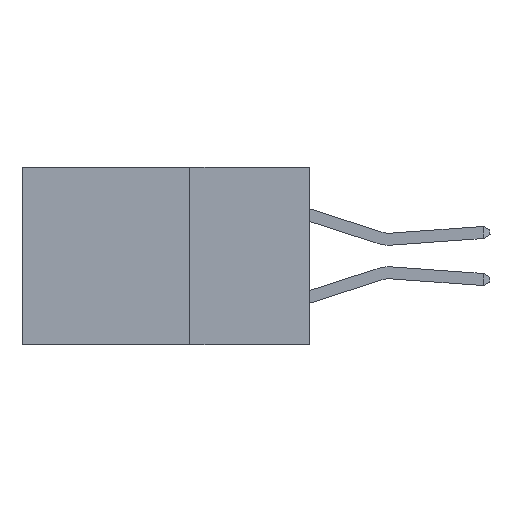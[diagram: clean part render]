
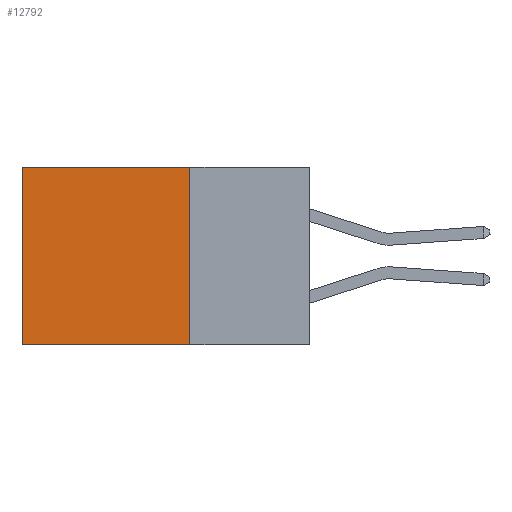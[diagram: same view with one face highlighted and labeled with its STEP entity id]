
A CAD part, left-side view. The second image highlights one B-rep face of the part: STEP entity #12792.
In plain terms, the highlighted planar face has unit normal (-1, 0, 0).
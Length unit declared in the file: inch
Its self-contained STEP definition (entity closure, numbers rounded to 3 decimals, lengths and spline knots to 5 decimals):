
#620 = LINE ( 'NONE', #1169, #1156 ) ;
#854 = LINE ( 'NONE', #8882, #6052 ) ;
#1156 = VECTOR ( 'NONE', #3259, 39.37008 ) ;
#1169 = CARTESIAN_POINT ( 'NONE',  ( 0.2615, 0.25, 0. ) ) ;
#1366 = EDGE_CURVE ( 'NONE', #12737, #10949, #1983, .T. ) ;
#1642 = EDGE_CURVE ( 'NONE', #5147, #13303, #854, .T. ) ;
#1693 = DIRECTION ( 'NONE',  ( 1., 0., 0. ) ) ;
#1983 = LINE ( 'NONE', #4078, #4530 ) ;
#2330 = ORIENTED_EDGE ( 'NONE', *, *, #1642, .T. ) ;
#2572 = CARTESIAN_POINT ( 'NONE',  ( 0.2615, 0.25, 0. ) ) ;
#3155 = AXIS2_PLACEMENT_3D ( 'NONE', #6983, #1693, #5835 ) ;
#3259 = DIRECTION ( 'NONE',  ( 0., 1., 0. ) ) ;
#3300 = LINE ( 'NONE', #11657, #9410 ) ;
#3731 = CARTESIAN_POINT ( 'NONE',  ( 0.2615, 0.25, -0.37 ) ) ;
#4078 = CARTESIAN_POINT ( 'NONE',  ( 0.2615, 0.25, -0.37 ) ) ;
#4530 = VECTOR ( 'NONE', #8227, 39.37008 ) ;
#5147 = VERTEX_POINT ( 'NONE', #11961 ) ;
#5184 = ORIENTED_EDGE ( 'NONE', *, *, #10238, .F. ) ;
#5835 = DIRECTION ( 'NONE',  ( 0., 0., -1. ) ) ;
#6052 = VECTOR ( 'NONE', #12267, 39.37008 ) ;
#6849 = FACE_OUTER_BOUND ( 'NONE', #9346, .T. ) ;
#6983 = CARTESIAN_POINT ( 'NONE',  ( 0.2615, 0.25, -0.37 ) ) ;
#8227 = DIRECTION ( 'NONE',  ( 0., 0., -1. ) ) ;
#8363 = EDGE_CURVE ( 'NONE', #12737, #5147, #620, .T. ) ;
#8882 = CARTESIAN_POINT ( 'NONE',  ( 0.2615, 0.6, -0.37 ) ) ;
#9282 = CARTESIAN_POINT ( 'NONE',  ( 0.2615, 0.6, -0.37 ) ) ;
#9346 = EDGE_LOOP ( 'NONE', ( #2330, #5184, #10862, #11545 ) ) ;
#9365 = DIRECTION ( 'NONE',  ( 0., 1., 0. ) ) ;
#9410 = VECTOR ( 'NONE', #9365, 39.37008 ) ;
#10238 = EDGE_CURVE ( 'NONE', #10949, #13303, #3300, .T. ) ;
#10862 = ORIENTED_EDGE ( 'NONE', *, *, #1366, .F. ) ;
#10949 = VERTEX_POINT ( 'NONE', #3731 ) ;
#11005 = PLANE ( 'NONE',  #3155 ) ;
#11545 = ORIENTED_EDGE ( 'NONE', *, *, #8363, .T. ) ;
#11657 = CARTESIAN_POINT ( 'NONE',  ( 0.2615, 0.25, -0.37 ) ) ;
#11961 = CARTESIAN_POINT ( 'NONE',  ( 0.2615, 0.6, 0. ) ) ;
#12267 = DIRECTION ( 'NONE',  ( 0., 0., -1. ) ) ;
#12737 = VERTEX_POINT ( 'NONE', #2572 ) ;
#12792 = ADVANCED_FACE ( 'NONE', ( #6849 ), #11005, .F. ) ;
#13303 = VERTEX_POINT ( 'NONE', #9282 ) ;
